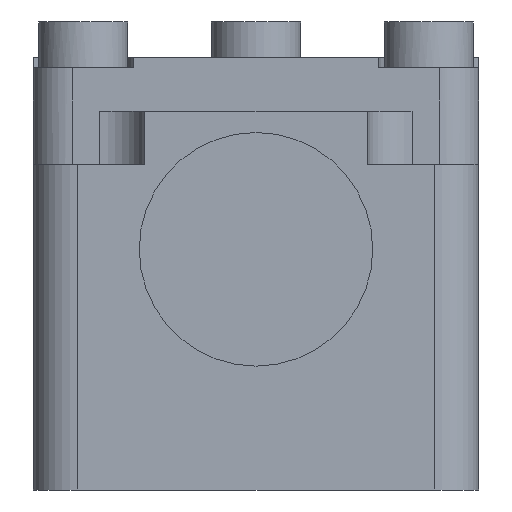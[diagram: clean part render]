
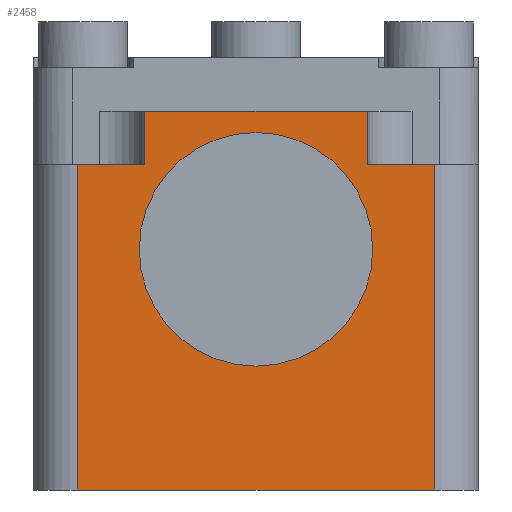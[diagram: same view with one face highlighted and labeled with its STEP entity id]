
A CAD part, front view. The second image highlights one B-rep face of the part: STEP entity #2458.
In plain terms, the highlighted planar face has unit normal (0, -1, 0).
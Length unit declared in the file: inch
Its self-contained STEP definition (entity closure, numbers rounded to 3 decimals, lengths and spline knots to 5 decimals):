
#30 = DIRECTION ( 'NONE',  ( 1., 0., 0. ) ) ;
#45 = VERTEX_POINT ( 'NONE', #136 ) ;
#136 = CARTESIAN_POINT ( 'NONE',  ( -0.03543, -2.50787, 0. ) ) ;
#138 = EDGE_CURVE ( 'NONE', #6053, #333, #884, .T. ) ;
#181 = CARTESIAN_POINT ( 'NONE',  ( 0.20079, -2.50787, 1.37795 ) ) ;
#230 = PLANE ( 'NONE',  #4597 ) ;
#333 = VERTEX_POINT ( 'NONE', #5431 ) ;
#445 = VERTEX_POINT ( 'NONE', #2583 ) ;
#453 = CARTESIAN_POINT ( 'NONE',  ( 0.98819, -2.50787, 1.14961 ) ) ;
#574 = VERTEX_POINT ( 'NONE', #5750 ) ;
#668 = DIRECTION ( 'NONE',  ( 0., 0., -1. ) ) ;
#884 = LINE ( 'NONE', #5854, #4495 ) ;
#891 = LINE ( 'NONE', #1277, #1093 ) ;
#959 = EDGE_CURVE ( 'NONE', #45, #6053, #2403, .T. ) ;
#1052 = EDGE_CURVE ( 'NONE', #5860, #445, #5437, .T. ) ;
#1093 = VECTOR ( 'NONE', #3241, 39.37008 ) ;
#1131 = DIRECTION ( 'NONE',  ( 0., -1., 0. ) ) ;
#1196 = CARTESIAN_POINT ( 'NONE',  ( 0.20079, -2.50787, 1.33858 ) ) ;
#1277 = CARTESIAN_POINT ( 'NONE',  ( 0.98819, -2.50787, 1.37795 ) ) ;
#1310 = LINE ( 'NONE', #2238, #4207 ) ;
#1463 = EDGE_CURVE ( 'NONE', #2691, #5221, #1935, .T. ) ;
#1576 = EDGE_CURVE ( 'NONE', #574, #5712, #2516, .T. ) ;
#1639 = CARTESIAN_POINT ( 'NONE',  ( -0.19291, -2.50787, 0. ) ) ;
#1683 = CARTESIAN_POINT ( 'NONE',  ( -0.19291, -2.50787, 1.37795 ) ) ;
#1916 = DIRECTION ( 'NONE',  ( 0., 0., 1. ) ) ;
#1917 = ORIENTED_EDGE ( 'NONE', *, *, #1463, .F. ) ;
#1935 = LINE ( 'NONE', #2963, #3639 ) ;
#1968 = DIRECTION ( 'NONE',  ( 1., 0., 0. ) ) ;
#2001 = AXIS2_PLACEMENT_3D ( 'NONE', #2675, #1131, #668 ) ;
#2081 = ORIENTED_EDGE ( 'NONE', *, *, #959, .F. ) ;
#2126 = FACE_OUTER_BOUND ( 'NONE', #5283, .T. ) ;
#2149 = EDGE_CURVE ( 'NONE', #445, #2691, #891, .T. ) ;
#2238 = CARTESIAN_POINT ( 'NONE',  ( 1.22441, -2.50787, 1.37795 ) ) ;
#2255 = DIRECTION ( 'NONE',  ( 0., 0., 1. ) ) ;
#2403 = LINE ( 'NONE', #2495, #2938 ) ;
#2458 = ADVANCED_FACE ( 'NONE', ( #2126, #3062 ), #230, .F. ) ;
#2495 = CARTESIAN_POINT ( 'NONE',  ( -0.03543, -2.50787, 1.37795 ) ) ;
#2516 = CIRCLE ( 'NONE', #2001, 0.4126 ) ;
#2583 = CARTESIAN_POINT ( 'NONE',  ( 0.98819, -2.50787, 1.33858 ) ) ;
#2675 = CARTESIAN_POINT ( 'NONE',  ( 0.59449, -2.50787, 0.85039 ) ) ;
#2691 = VERTEX_POINT ( 'NONE', #453 ) ;
#2736 = VECTOR ( 'NONE', #30, 39.37008 ) ;
#2751 = VECTOR ( 'NONE', #5125, 39.37008 ) ;
#2885 = CARTESIAN_POINT ( 'NONE',  ( -0.19291, -2.50787, 1.33858 ) ) ;
#2938 = VECTOR ( 'NONE', #1916, 39.37008 ) ;
#2955 = EDGE_CURVE ( 'NONE', #5221, #4848, #1310, .T. ) ;
#2963 = CARTESIAN_POINT ( 'NONE',  ( -0.19291, -2.50787, 1.14961 ) ) ;
#3062 = FACE_BOUND ( 'NONE', #3662, .T. ) ;
#3207 = CARTESIAN_POINT ( 'NONE',  ( 0.59449, -2.50787, 0.85039 ) ) ;
#3241 = DIRECTION ( 'NONE',  ( 0., 0., -1. ) ) ;
#3255 = LINE ( 'NONE', #181, #5319 ) ;
#3259 = ORIENTED_EDGE ( 'NONE', *, *, #1576, .F. ) ;
#3301 = ORIENTED_EDGE ( 'NONE', *, *, #1052, .F. ) ;
#3309 = DIRECTION ( 'NONE',  ( 0., 0., -1. ) ) ;
#3388 = CARTESIAN_POINT ( 'NONE',  ( -0.03543, -2.50787, 1.14961 ) ) ;
#3462 = AXIS2_PLACEMENT_3D ( 'NONE', #3207, #3615, #4657 ) ;
#3560 = CIRCLE ( 'NONE', #3462, 0.4126 ) ;
#3606 = CARTESIAN_POINT ( 'NONE',  ( 0.59449, -2.50787, 0.4378 ) ) ;
#3615 = DIRECTION ( 'NONE',  ( 0., -1., 0. ) ) ;
#3639 = VECTOR ( 'NONE', #1968, 39.37008 ) ;
#3644 = EDGE_CURVE ( 'NONE', #5712, #574, #3560, .T. ) ;
#3662 = EDGE_LOOP ( 'NONE', ( #5002, #3259 ) ) ;
#3914 = EDGE_CURVE ( 'NONE', #45, #4848, #5614, .T. ) ;
#4024 = ORIENTED_EDGE ( 'NONE', *, *, #3914, .T. ) ;
#4062 = DIRECTION ( 'NONE',  ( 0., 1., 0. ) ) ;
#4207 = VECTOR ( 'NONE', #3309, 39.37008 ) ;
#4334 = ORIENTED_EDGE ( 'NONE', *, *, #138, .F. ) ;
#4350 = ORIENTED_EDGE ( 'NONE', *, *, #2955, .F. ) ;
#4495 = VECTOR ( 'NONE', #4694, 39.37008 ) ;
#4594 = ORIENTED_EDGE ( 'NONE', *, *, #2149, .F. ) ;
#4597 = AXIS2_PLACEMENT_3D ( 'NONE', #1683, #4062, #6073 ) ;
#4657 = DIRECTION ( 'NONE',  ( 0., 0., -1. ) ) ;
#4694 = DIRECTION ( 'NONE',  ( 1., 0., 0. ) ) ;
#4848 = VERTEX_POINT ( 'NONE', #5928 ) ;
#4943 = ORIENTED_EDGE ( 'NONE', *, *, #6325, .F. ) ;
#5002 = ORIENTED_EDGE ( 'NONE', *, *, #3644, .F. ) ;
#5125 = DIRECTION ( 'NONE',  ( 1., 0., 0. ) ) ;
#5221 = VERTEX_POINT ( 'NONE', #5862 ) ;
#5283 = EDGE_LOOP ( 'NONE', ( #2081, #4024, #4350, #1917, #4594, #3301, #4943, #4334 ) ) ;
#5319 = VECTOR ( 'NONE', #2255, 39.37008 ) ;
#5431 = CARTESIAN_POINT ( 'NONE',  ( 0.20079, -2.50787, 1.14961 ) ) ;
#5437 = LINE ( 'NONE', #2885, #2736 ) ;
#5614 = LINE ( 'NONE', #1639, #2751 ) ;
#5712 = VERTEX_POINT ( 'NONE', #3606 ) ;
#5750 = CARTESIAN_POINT ( 'NONE',  ( 0.59449, -2.50787, 1.26299 ) ) ;
#5854 = CARTESIAN_POINT ( 'NONE',  ( -0.19291, -2.50787, 1.14961 ) ) ;
#5860 = VERTEX_POINT ( 'NONE', #1196 ) ;
#5862 = CARTESIAN_POINT ( 'NONE',  ( 1.22441, -2.50787, 1.14961 ) ) ;
#5928 = CARTESIAN_POINT ( 'NONE',  ( 1.22441, -2.50787, 0. ) ) ;
#6053 = VERTEX_POINT ( 'NONE', #3388 ) ;
#6073 = DIRECTION ( 'NONE',  ( 0., 0., 1. ) ) ;
#6325 = EDGE_CURVE ( 'NONE', #333, #5860, #3255, .T. ) ;
